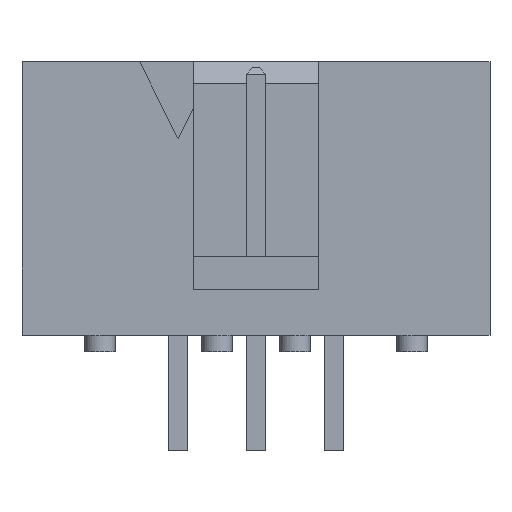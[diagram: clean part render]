
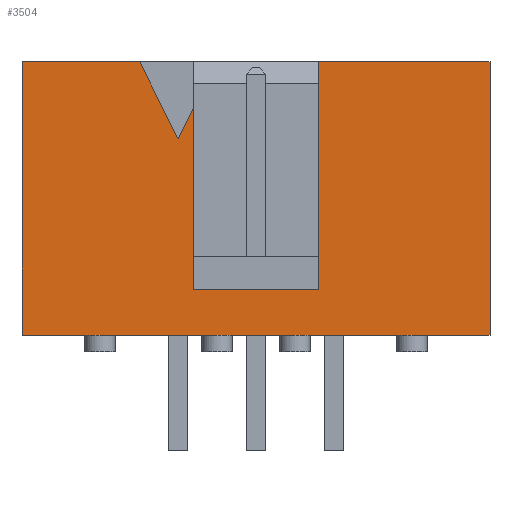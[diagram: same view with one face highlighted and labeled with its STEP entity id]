
A CAD part, front view. The second image highlights one B-rep face of the part: STEP entity #3504.
In plain terms, the highlighted planar face has unit normal (0, -1, 0).
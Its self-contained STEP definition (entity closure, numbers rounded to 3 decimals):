
#3154=CARTESIAN_POINT('',(-7.62,-4.45,0.55));
#3155=VERTEX_POINT('',#3154);
#3162=CARTESIAN_POINT('',(-7.62,-4.45,9.45));
#3163=VERTEX_POINT('',#3162);
#3164=CARTESIAN_POINT('',(-7.62,-4.45,5.0));
#3165=DIRECTION('',(-0.0,0.0,-1.0));
#3166=VECTOR('',#3165,1.0);
#3167=LINE('',#3164,#3166);
#3168=EDGE_CURVE('n� 97',#3163,#3155,#3167,.T.);
#3266=CARTESIAN_POINT('',(7.62,-4.45,0.55));
#3267=VERTEX_POINT('',#3266);
#3274=CARTESIAN_POINT('',(0.0,-4.45,0.55));
#3275=DIRECTION('',(1.0,0.0,0.0));
#3276=VECTOR('',#3275,1.0);
#3277=LINE('',#3274,#3276);
#3278=EDGE_CURVE('n� 96',#3155,#3267,#3277,.T.);
#3294=CARTESIAN_POINT('',(7.62,-4.45,9.45));
#3295=VERTEX_POINT('',#3294);
#3302=CARTESIAN_POINT('',(7.62,-4.45,5.0));
#3303=DIRECTION('',(0.0,-0.0,1.0));
#3304=VECTOR('',#3303,1.0);
#3305=LINE('',#3302,#3304);
#3306=EDGE_CURVE('n� 95',#3267,#3295,#3305,.T.);
#3316=CARTESIAN_POINT('',(2.05,-4.45,9.45));
#3317=VERTEX_POINT('',#3316);
#3328=CARTESIAN_POINT('',(2.05,-4.45,2.05));
#3329=VERTEX_POINT('',#3328);
#3336=CARTESIAN_POINT('',(2.05,-4.45,5.0));
#3337=DIRECTION('',(-0.0,-0.0,-1.0));
#3338=VECTOR('',#3337,1.0);
#3339=LINE('',#3336,#3338);
#3340=EDGE_CURVE('n� 93',#3317,#3329,#3339,.T.);
#3351=CARTESIAN_POINT('',(-2.05,-4.45,2.05));
#3352=VERTEX_POINT('',#3351);
#3359=CARTESIAN_POINT('',(0.0,-4.45,2.05));
#3360=DIRECTION('',(-1.0,0.0,0.0));
#3361=VECTOR('',#3360,1.0);
#3362=LINE('',#3359,#3361);
#3363=EDGE_CURVE('n� 92',#3329,#3352,#3362,.T.);
#3390=CARTESIAN_POINT('',(-2.05,-4.45,7.93));
#3391=VERTEX_POINT('',#3390);
#3398=CARTESIAN_POINT('',(-2.05,-4.45,5.0));
#3399=DIRECTION('',(-0.0,0.0,1.0));
#3400=VECTOR('',#3399,1.0);
#3401=LINE('',#3398,#3400);
#3402=EDGE_CURVE('n� 91',#3352,#3391,#3401,.T.);
#3417=CARTESIAN_POINT('',(-3.79,-4.45,9.45));
#3418=VERTEX_POINT('',#3417);
#3419=CARTESIAN_POINT('',(0.0,-4.45,9.45));
#3420=DIRECTION('',(-1.0,0.0,0.0));
#3421=VECTOR('',#3420,1.0);
#3422=LINE('',#3419,#3421);
#3423=EDGE_CURVE('n� 98',#3418,#3163,#3422,.T.);
#3446=CARTESIAN_POINT('',(0.0,-4.45,9.45));
#3447=DIRECTION('',(-1.0,0.0,0.0));
#3448=VECTOR('',#3447,1.0);
#3449=LINE('',#3446,#3448);
#3450=EDGE_CURVE('n� 94',#3295,#3317,#3449,.T.);
#3475=ORIENTED_EDGE('',*,*,#3363,.T.);
#3476=ORIENTED_EDGE('',*,*,#3402,.T.);
#3477=CARTESIAN_POINT('',(-2.54,-4.45,6.95));
#3478=VERTEX_POINT('',#3477);
#3479=CARTESIAN_POINT('',(-1.915,-4.45,8.2));
#3480=DIRECTION('',(0.447,0.0,0.894));
#3481=VECTOR('',#3480,1.0);
#3482=LINE('',#3479,#3481);
#3483=EDGE_CURVE('n� 71',#3478,#3391,#3482,.T.);
#3484=ORIENTED_EDGE('',*,*,#3483,.F.);
#3485=CARTESIAN_POINT('',(-3.165,-4.45,8.2));
#3486=DIRECTION('',(0.447,-0.0,-0.894));
#3487=VECTOR('',#3486,1.0);
#3488=LINE('',#3485,#3487);
#3489=EDGE_CURVE('n� 14',#3418,#3478,#3488,.T.);
#3490=ORIENTED_EDGE('',*,*,#3489,.F.);
#3491=ORIENTED_EDGE('',*,*,#3423,.T.);
#3492=ORIENTED_EDGE('',*,*,#3168,.T.);
#3493=ORIENTED_EDGE('',*,*,#3278,.T.);
#3494=ORIENTED_EDGE('',*,*,#3306,.T.);
#3495=ORIENTED_EDGE('',*,*,#3450,.T.);
#3496=ORIENTED_EDGE('',*,*,#3340,.T.);
#3497=EDGE_LOOP('',(#3475,#3476,#3484,#3490,#3491,#3492,#3493,#3494,#3495,#3496));
#3498=FACE_OUTER_BOUND('',#3497,.T.);
#3499=CARTESIAN_POINT('',(-7.62,-4.45,0.55));
#3500=DIRECTION('',(0.0,-1.0,0.0));
#3501=DIRECTION('',(1.0,0.0,0.0));
#3502=AXIS2_PLACEMENT_3D('',#3499,#3500,#3501);
#3503=PLANE('',#3502);
#3504=ADVANCED_FACE('n� 88',(#3498),#3503,.T.);
